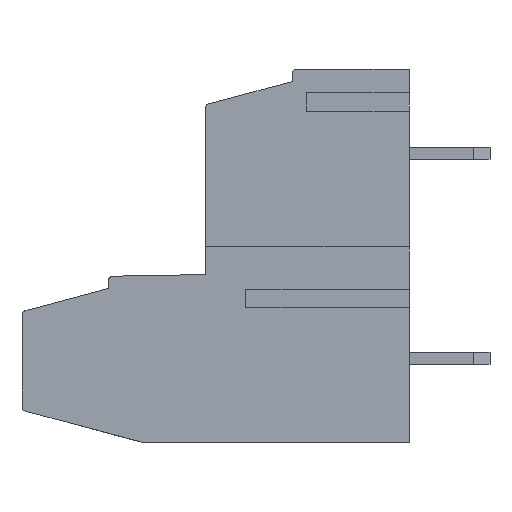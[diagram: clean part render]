
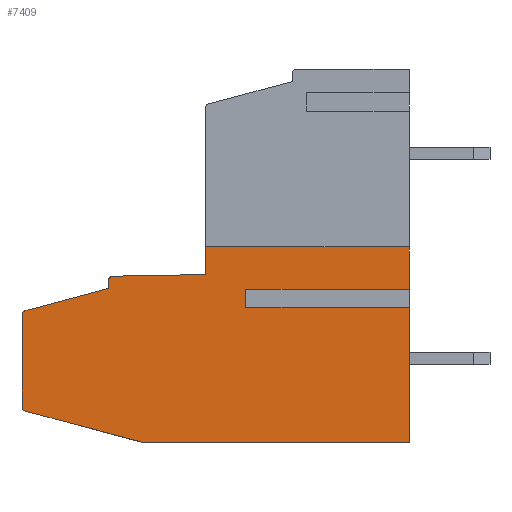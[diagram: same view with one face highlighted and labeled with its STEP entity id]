
A CAD part, left-side view. The second image highlights one B-rep face of the part: STEP entity #7409.
In plain terms, the highlighted planar face has unit normal (-1, 0, 0).
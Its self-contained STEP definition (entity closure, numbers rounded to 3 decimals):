
#513 = EDGE_CURVE ( 'NONE', #4663, #9228, #17932, .T. ) ;
#760 = LINE ( 'NONE', #18854, #10546 ) ;
#1403 = EDGE_CURVE ( 'NONE', #3461, #5226, #17195, .T. ) ;
#1597 = EDGE_CURVE ( 'NONE', #13626, #4981, #760, .T. ) ;
#1689 = LINE ( 'NONE', #15340, #7951 ) ;
#2732 = CARTESIAN_POINT ( 'NONE',  ( -2.5, 0., 2.7 ) ) ;
#2772 = EDGE_CURVE ( 'NONE', #13626, #20313, #16037, .T. ) ;
#2831 = ORIENTED_EDGE ( 'NONE', *, *, #10392, .F. ) ;
#2835 = CARTESIAN_POINT ( 'NONE',  ( -2.5, 8.1, 3.236 ) ) ;
#3013 = CARTESIAN_POINT ( 'NONE',  ( -2.5, 19.052, 2.344 ) ) ;
#3105 = CARTESIAN_POINT ( 'NONE',  ( -2.5, 19.2, 5.51 ) ) ;
#3194 = CARTESIAN_POINT ( 'NONE',  ( -2.5, 19.052, -2.622 ) ) ;
#3381 = DIRECTION ( 'NONE',  ( -1., 0., 0. ) ) ;
#3391 = VECTOR ( 'NONE', #21572, 1000. ) ;
#3461 = VERTEX_POINT ( 'NONE', #3013 ) ;
#3743 = LINE ( 'NONE', #19734, #19113 ) ;
#3800 = LINE ( 'NONE', #8130, #22377 ) ;
#3806 = EDGE_CURVE ( 'NONE', #8555, #10803, #7317, .T. ) ;
#3916 = ORIENTED_EDGE ( 'NONE', *, *, #12014, .T. ) ;
#3925 = FACE_OUTER_BOUND ( 'NONE', #17564, .T. ) ;
#3997 = DIRECTION ( 'NONE',  ( 0., 0., 1. ) ) ;
#4663 = VERTEX_POINT ( 'NONE', #17098 ) ;
#4848 = AXIS2_PLACEMENT_3D ( 'NONE', #21428, #5663, #13692 ) ;
#4981 = VERTEX_POINT ( 'NONE', #14993 ) ;
#5052 = VECTOR ( 'NONE', #18944, 1000. ) ;
#5067 = LINE ( 'NONE', #2835, #17163 ) ;
#5159 = VECTOR ( 'NONE', #15794, 1000. ) ;
#5226 = VERTEX_POINT ( 'NONE', #12636 ) ;
#5513 = CARTESIAN_POINT ( 'NONE',  ( -2.5, 19.2, -4.19 ) ) ;
#5564 = VERTEX_POINT ( 'NONE', #2732 ) ;
#5663 = DIRECTION ( 'NONE',  ( -1., 0., 0. ) ) ;
#5748 = VECTOR ( 'NONE', #11132, 1000. ) ;
#5900 = DIRECTION ( 'NONE',  ( 1., 0., 0. ) ) ;
#5905 = AXIS2_PLACEMENT_3D ( 'NONE', #15462, #3381, #23605 ) ;
#5943 = EDGE_CURVE ( 'NONE', #21036, #9228, #18670, .T. ) ;
#6804 = EDGE_CURVE ( 'NONE', #11017, #5564, #9451, .T. ) ;
#6813 = VERTEX_POINT ( 'NONE', #24410 ) ;
#7317 = LINE ( 'NONE', #3105, #5748 ) ;
#7409 = ADVANCED_FACE ( 'NONE', ( #3925 ), #7747, .F. ) ;
#7531 = LINE ( 'NONE', #13573, #3391 ) ;
#7706 = VECTOR ( 'NONE', #18283, 1000. ) ;
#7747 = PLANE ( 'NONE',  #20499 ) ;
#7812 = VERTEX_POINT ( 'NONE', #12449 ) ;
#7951 = VECTOR ( 'NONE', #17159, 1000. ) ;
#8130 = CARTESIAN_POINT ( 'NONE',  ( -2.5, 8.1, 3.236 ) ) ;
#8246 = CARTESIAN_POINT ( 'NONE',  ( -2.5, 14.9, 3.456 ) ) ;
#8555 = VERTEX_POINT ( 'NONE', #22418 ) ;
#8902 = DIRECTION ( 'NONE',  ( 0., -1., 0. ) ) ;
#9224 = EDGE_CURVE ( 'NONE', #3461, #4663, #7531, .T. ) ;
#9228 = VERTEX_POINT ( 'NONE', #11597 ) ;
#9239 = CARTESIAN_POINT ( 'NONE',  ( -2.5, 10.1, 4.14 ) ) ;
#9451 = LINE ( 'NONE', #17438, #16269 ) ;
#10392 = EDGE_CURVE ( 'NONE', #20550, #8555, #23150, .T. ) ;
#10546 = VECTOR ( 'NONE', #8902, 1000. ) ;
#10803 = VERTEX_POINT ( 'NONE', #19791 ) ;
#10914 = ORIENTED_EDGE ( 'NONE', *, *, #14626, .F. ) ;
#11017 = VERTEX_POINT ( 'NONE', #13129 ) ;
#11132 = DIRECTION ( 'NONE',  ( 0., -1., 0. ) ) ;
#11329 = ORIENTED_EDGE ( 'NONE', *, *, #513, .F. ) ;
#11597 = CARTESIAN_POINT ( 'NONE',  ( -2.5, 14.9, 3.86 ) ) ;
#11710 = ORIENTED_EDGE ( 'NONE', *, *, #11805, .T. ) ;
#11805 = EDGE_CURVE ( 'NONE', #4981, #5564, #1689, .T. ) ;
#12014 = EDGE_CURVE ( 'NONE', #6813, #7812, #5067, .T. ) ;
#12203 = ORIENTED_EDGE ( 'NONE', *, *, #15230, .F. ) ;
#12449 = CARTESIAN_POINT ( 'NONE',  ( -2.5, 0., 3.236 ) ) ;
#12503 = ORIENTED_EDGE ( 'NONE', *, *, #1403, .T. ) ;
#12636 = CARTESIAN_POINT ( 'NONE',  ( -2.5, 19.2, 2.151 ) ) ;
#13129 = CARTESIAN_POINT ( 'NONE',  ( -2.5, 8.1, 2.7 ) ) ;
#13375 = LINE ( 'NONE', #15191, #7706 ) ;
#13573 = CARTESIAN_POINT ( 'NONE',  ( -2.5, 19.2, 2.304 ) ) ;
#13626 = VERTEX_POINT ( 'NONE', #18232 ) ;
#13692 = DIRECTION ( 'NONE',  ( 0., 0., -1. ) ) ;
#13984 = DIRECTION ( 'NONE',  ( -1., 0., 0. ) ) ;
#14626 = EDGE_CURVE ( 'NONE', #25858, #5226, #13375, .T. ) ;
#14993 = CARTESIAN_POINT ( 'NONE',  ( -2.5, 0., -4.19 ) ) ;
#15191 = CARTESIAN_POINT ( 'NONE',  ( -2.5, 19.2, -4.19 ) ) ;
#15230 = EDGE_CURVE ( 'NONE', #6813, #11017, #3800, .T. ) ;
#15340 = CARTESIAN_POINT ( 'NONE',  ( -2.5, 0., -4.19 ) ) ;
#15462 = CARTESIAN_POINT ( 'NONE',  ( -2.5, 19., 2.151 ) ) ;
#15748 = DIRECTION ( 'NONE',  ( 0., 0., -1. ) ) ;
#15756 = VECTOR ( 'NONE', #17523, 1000. ) ;
#15794 = DIRECTION ( 'NONE',  ( 0., 0.966, 0.259 ) ) ;
#15799 = ORIENTED_EDGE ( 'NONE', *, *, #20001, .F. ) ;
#16037 = LINE ( 'NONE', #24065, #5159 ) ;
#16269 = VECTOR ( 'NONE', #25492, 1000. ) ;
#16336 = CARTESIAN_POINT ( 'NONE',  ( -2.5, 19., -2.429 ) ) ;
#17028 = CIRCLE ( 'NONE', #21252, 0.2 ) ;
#17098 = CARTESIAN_POINT ( 'NONE',  ( -2.5, 14.9, 3.456 ) ) ;
#17103 = DIRECTION ( 'NONE',  ( 0., -1., 0. ) ) ;
#17159 = DIRECTION ( 'NONE',  ( 0., 0., 1. ) ) ;
#17163 = VECTOR ( 'NONE', #17103, 1000. ) ;
#17195 = CIRCLE ( 'NONE', #5905, 0.2 ) ;
#17438 = CARTESIAN_POINT ( 'NONE',  ( -2.5, 8.1, 2.7 ) ) ;
#17523 = DIRECTION ( 'NONE',  ( 0., -1., 0.017 ) ) ;
#17564 = EDGE_LOOP ( 'NONE', ( #15799, #24058, #11329, #18837, #12503, #10914, #24250, #19725, #25662, #11710, #21889, #12203, #3916, #18045, #24444, #2831 ) ) ;
#17932 = LINE ( 'NONE', #8246, #19813 ) ;
#18045 = ORIENTED_EDGE ( 'NONE', *, *, #20102, .T. ) ;
#18232 = CARTESIAN_POINT ( 'NONE',  ( -2.5, 13.2, -4.19 ) ) ;
#18283 = DIRECTION ( 'NONE',  ( 0., 0., 1. ) ) ;
#18525 = CARTESIAN_POINT ( 'NONE',  ( -2.5, 19.2, -2.429 ) ) ;
#18670 = CIRCLE ( 'NONE', #4848, 0.2 ) ;
#18837 = ORIENTED_EDGE ( 'NONE', *, *, #9224, .F. ) ;
#18854 = CARTESIAN_POINT ( 'NONE',  ( -2.5, 19.2, -4.19 ) ) ;
#18921 = CARTESIAN_POINT ( 'NONE',  ( -2.5, 10.1, 4.14 ) ) ;
#18944 = DIRECTION ( 'NONE',  ( 0., 0., 1. ) ) ;
#19113 = VECTOR ( 'NONE', #3997, 1000. ) ;
#19193 = CARTESIAN_POINT ( 'NONE',  ( -2.5, 14.703, 4.06 ) ) ;
#19664 = DIRECTION ( 'NONE',  ( 0., 0., -1. ) ) ;
#19725 = ORIENTED_EDGE ( 'NONE', *, *, #2772, .F. ) ;
#19734 = CARTESIAN_POINT ( 'NONE',  ( -2.5, 0., -4.19 ) ) ;
#19791 = CARTESIAN_POINT ( 'NONE',  ( -2.5, 0., 5.51 ) ) ;
#19813 = VECTOR ( 'NONE', #21898, 1000. ) ;
#20001 = EDGE_CURVE ( 'NONE', #21036, #20550, #21214, .T. ) ;
#20102 = EDGE_CURVE ( 'NONE', #7812, #10803, #3743, .T. ) ;
#20275 = DIRECTION ( 'NONE',  ( 0., 0., -1. ) ) ;
#20313 = VERTEX_POINT ( 'NONE', #3194 ) ;
#20499 = AXIS2_PLACEMENT_3D ( 'NONE', #5513, #5900, #19664 ) ;
#20550 = VERTEX_POINT ( 'NONE', #18921 ) ;
#20852 = EDGE_CURVE ( 'NONE', #25858, #20313, #17028, .T. ) ;
#21036 = VERTEX_POINT ( 'NONE', #19193 ) ;
#21214 = LINE ( 'NONE', #23326, #15756 ) ;
#21252 = AXIS2_PLACEMENT_3D ( 'NONE', #16336, #13984, #20275 ) ;
#21428 = CARTESIAN_POINT ( 'NONE',  ( -2.5, 14.7, 3.86 ) ) ;
#21572 = DIRECTION ( 'NONE',  ( 0., -0.966, 0.259 ) ) ;
#21889 = ORIENTED_EDGE ( 'NONE', *, *, #6804, .F. ) ;
#21898 = DIRECTION ( 'NONE',  ( 0., 0., 1. ) ) ;
#22377 = VECTOR ( 'NONE', #15748, 1000. ) ;
#22418 = CARTESIAN_POINT ( 'NONE',  ( -2.5, 10.1, 5.51 ) ) ;
#23150 = LINE ( 'NONE', #9239, #5052 ) ;
#23326 = CARTESIAN_POINT ( 'NONE',  ( -2.5, 14.9, 4.056 ) ) ;
#23605 = DIRECTION ( 'NONE',  ( 0., 0., -1. ) ) ;
#24058 = ORIENTED_EDGE ( 'NONE', *, *, #5943, .T. ) ;
#24065 = CARTESIAN_POINT ( 'NONE',  ( -2.5, 13.2, -4.19 ) ) ;
#24250 = ORIENTED_EDGE ( 'NONE', *, *, #20852, .T. ) ;
#24410 = CARTESIAN_POINT ( 'NONE',  ( -2.5, 8.1, 3.236 ) ) ;
#24444 = ORIENTED_EDGE ( 'NONE', *, *, #3806, .F. ) ;
#25492 = DIRECTION ( 'NONE',  ( 0., -1., 0. ) ) ;
#25662 = ORIENTED_EDGE ( 'NONE', *, *, #1597, .T. ) ;
#25858 = VERTEX_POINT ( 'NONE', #18525 ) ;
